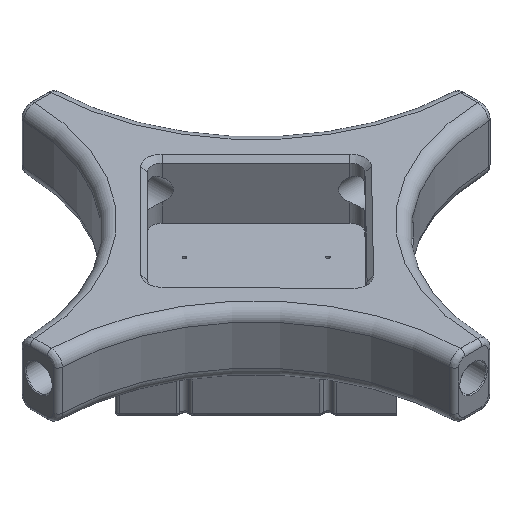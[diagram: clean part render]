
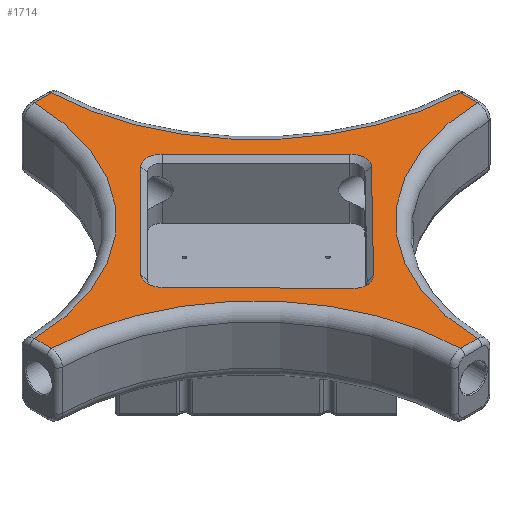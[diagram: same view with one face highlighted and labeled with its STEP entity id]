
A CAD part, isometric view. The second image highlights one B-rep face of the part: STEP entity #1714.
In plain terms, the highlighted planar face has unit normal (0, 0, 1).
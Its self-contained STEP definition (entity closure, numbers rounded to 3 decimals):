
#491 = EDGE_CURVE('',#492,#494,#496,.T.);
#492 = VERTEX_POINT('',#493);
#493 = CARTESIAN_POINT('',(138.8,-5.536,40.));
#494 = VERTEX_POINT('',#495);
#495 = CARTESIAN_POINT('',(5.536,-138.8,40.));
#496 = CIRCLE('',#497,136.425);
#497 = AXIS2_PLACEMENT_3D('',#498,#499,#500);
#498 = CARTESIAN_POINT('',(141.925,-141.925,40.));
#499 = DIRECTION('',(0.,0.,1.));
#500 = DIRECTION('',(-0.001,1.,0.));
#1714 = ADVANCED_FACE('',(#1715,#1775),#1845,.T.);
#1715 = FACE_BOUND('',#1716,.T.);
#1716 = EDGE_LOOP('',(#1717,#1728,#1734,#1735,#1743,#1752,#1760,#1769));
#1717 = ORIENTED_EDGE('',*,*,#1718,.F.);
#1718 = EDGE_CURVE('',#1719,#1721,#1723,.T.);
#1719 = VERTEX_POINT('',#1720);
#1720 = CARTESIAN_POINT('',(-5.525,-138.8,40.));
#1721 = VERTEX_POINT('',#1722);
#1722 = CARTESIAN_POINT('',(-138.8,-5.525,40.));
#1723 = CIRCLE('',#1724,135.943);
#1724 = AXIS2_PLACEMENT_3D('',#1725,#1726,#1727);
#1725 = CARTESIAN_POINT('',(-141.442,-141.442,40.));
#1726 = DIRECTION('',(-0.,0.,1.));
#1727 = DIRECTION('',(1.,-0.003,0.));
#1728 = ORIENTED_EDGE('',*,*,#1729,.F.);
#1729 = EDGE_CURVE('',#494,#1719,#1730,.T.);
#1730 = LINE('',#1731,#1732);
#1731 = CARTESIAN_POINT('',(5.5,-138.8,40.));
#1732 = VECTOR('',#1733,1.);
#1733 = DIRECTION('',(-1.,0.,0.));
#1734 = ORIENTED_EDGE('',*,*,#491,.F.);
#1735 = ORIENTED_EDGE('',*,*,#1736,.T.);
#1736 = EDGE_CURVE('',#492,#1737,#1739,.T.);
#1737 = VERTEX_POINT('',#1738);
#1738 = CARTESIAN_POINT('',(138.8,5.556,40.));
#1739 = LINE('',#1740,#1741);
#1740 = CARTESIAN_POINT('',(138.8,-5.5,40.));
#1741 = VECTOR('',#1742,1.);
#1742 = DIRECTION('',(0.,1.,0.));
#1743 = ORIENTED_EDGE('',*,*,#1744,.F.);
#1744 = EDGE_CURVE('',#1745,#1737,#1747,.T.);
#1745 = VERTEX_POINT('',#1746);
#1746 = CARTESIAN_POINT('',(5.556,138.8,40.));
#1747 = CIRCLE('',#1748,137.36);
#1748 = AXIS2_PLACEMENT_3D('',#1749,#1750,#1751);
#1749 = CARTESIAN_POINT('',(142.855,142.855,40.));
#1750 = DIRECTION('',(0.,0.,1.));
#1751 = DIRECTION('',(-1.,-0.008,0.));
#1752 = ORIENTED_EDGE('',*,*,#1753,.F.);
#1753 = EDGE_CURVE('',#1754,#1745,#1756,.T.);
#1754 = VERTEX_POINT('',#1755);
#1755 = CARTESIAN_POINT('',(-5.536,138.8,40.));
#1756 = LINE('',#1757,#1758);
#1757 = CARTESIAN_POINT('',(-5.5,138.8,40.));
#1758 = VECTOR('',#1759,1.);
#1759 = DIRECTION('',(1.,0.,0.));
#1760 = ORIENTED_EDGE('',*,*,#1761,.F.);
#1761 = EDGE_CURVE('',#1762,#1754,#1764,.T.);
#1762 = VERTEX_POINT('',#1763);
#1763 = CARTESIAN_POINT('',(-138.8,5.536,40.));
#1764 = CIRCLE('',#1765,136.429);
#1765 = AXIS2_PLACEMENT_3D('',#1766,#1767,#1768);
#1766 = CARTESIAN_POINT('',(-141.929,141.929,40.));
#1767 = DIRECTION('',(-0.,0.,1.));
#1768 = DIRECTION('',(0.001,-1.,0.));
#1769 = ORIENTED_EDGE('',*,*,#1770,.T.);
#1770 = EDGE_CURVE('',#1762,#1721,#1771,.T.);
#1771 = LINE('',#1772,#1773);
#1772 = CARTESIAN_POINT('',(-138.8,5.5,40.));
#1773 = VECTOR('',#1774,1.);
#1774 = DIRECTION('',(-0.,-1.,-0.));
#1775 = FACE_BOUND('',#1776,.T.);
#1776 = EDGE_LOOP('',(#1777,#1787,#1796,#1804,#1813,#1821,#1830,#1838));
#1777 = ORIENTED_EDGE('',*,*,#1778,.T.);
#1778 = EDGE_CURVE('',#1779,#1781,#1783,.T.);
#1779 = VERTEX_POINT('',#1780);
#1780 = CARTESIAN_POINT('',(7.071,68.072,40.));
#1781 = VERTEX_POINT('',#1782);
#1782 = CARTESIAN_POINT('',(68.128,7.015,40.));
#1783 = LINE('',#1784,#1785);
#1784 = CARTESIAN_POINT('',(7.071,68.072,40.));
#1785 = VECTOR('',#1786,1.);
#1786 = DIRECTION('',(0.707,-0.707,0.));
#1787 = ORIENTED_EDGE('',*,*,#1788,.T.);
#1788 = EDGE_CURVE('',#1781,#1789,#1791,.T.);
#1789 = VERTEX_POINT('',#1790);
#1790 = CARTESIAN_POINT('',(68.207,-7.046,40.));
#1791 = CIRCLE('',#1792,10.);
#1792 = AXIS2_PLACEMENT_3D('',#1793,#1794,#1795);
#1793 = CARTESIAN_POINT('',(61.056,-0.056,40.));
#1794 = DIRECTION('',(0.,0.,-1.));
#1795 = DIRECTION('',(0.707,0.707,0.));
#1796 = ORIENTED_EDGE('',*,*,#1797,.T.);
#1797 = EDGE_CURVE('',#1789,#1798,#1800,.T.);
#1798 = VERTEX_POINT('',#1799);
#1799 = CARTESIAN_POINT('',(7.151,-69.507,40.));
#1800 = LINE('',#1801,#1802);
#1801 = CARTESIAN_POINT('',(68.207,-7.046,40.));
#1802 = VECTOR('',#1803,1.);
#1803 = DIRECTION('',(-0.699,-0.715,0.));
#1804 = ORIENTED_EDGE('',*,*,#1805,.T.);
#1805 = EDGE_CURVE('',#1798,#1806,#1808,.T.);
#1806 = VERTEX_POINT('',#1807);
#1807 = CARTESIAN_POINT('',(-7.151,-69.507,40.));
#1808 = CIRCLE('',#1809,10.);
#1809 = AXIS2_PLACEMENT_3D('',#1810,#1811,#1812);
#1810 = CARTESIAN_POINT('',(0.,-62.517,40.));
#1811 = DIRECTION('',(0.,-0.,-1.));
#1812 = DIRECTION('',(0.715,-0.699,0.));
#1813 = ORIENTED_EDGE('',*,*,#1814,.T.);
#1814 = EDGE_CURVE('',#1806,#1815,#1817,.T.);
#1815 = VERTEX_POINT('',#1816);
#1816 = CARTESIAN_POINT('',(-68.207,-7.046,40.));
#1817 = LINE('',#1818,#1819);
#1818 = CARTESIAN_POINT('',(-7.151,-69.507,40.));
#1819 = VECTOR('',#1820,1.);
#1820 = DIRECTION('',(-0.699,0.715,0.));
#1821 = ORIENTED_EDGE('',*,*,#1822,.T.);
#1822 = EDGE_CURVE('',#1815,#1823,#1825,.T.);
#1823 = VERTEX_POINT('',#1824);
#1824 = CARTESIAN_POINT('',(-68.128,7.015,40.));
#1825 = CIRCLE('',#1826,10.);
#1826 = AXIS2_PLACEMENT_3D('',#1827,#1828,#1829);
#1827 = CARTESIAN_POINT('',(-61.056,-0.056,40.));
#1828 = DIRECTION('',(-0.,0.,-1.));
#1829 = DIRECTION('',(-0.715,-0.699,0.));
#1830 = ORIENTED_EDGE('',*,*,#1831,.T.);
#1831 = EDGE_CURVE('',#1823,#1832,#1834,.T.);
#1832 = VERTEX_POINT('',#1833);
#1833 = CARTESIAN_POINT('',(-7.071,68.072,40.));
#1834 = LINE('',#1835,#1836);
#1835 = CARTESIAN_POINT('',(-68.128,7.015,40.));
#1836 = VECTOR('',#1837,1.);
#1837 = DIRECTION('',(0.707,0.707,0.));
#1838 = ORIENTED_EDGE('',*,*,#1839,.T.);
#1839 = EDGE_CURVE('',#1832,#1779,#1840,.T.);
#1840 = CIRCLE('',#1841,10.);
#1841 = AXIS2_PLACEMENT_3D('',#1842,#1843,#1844);
#1842 = CARTESIAN_POINT('',(0.,61.001,40.));
#1843 = DIRECTION('',(0.,0.,-1.));
#1844 = DIRECTION('',(-0.707,0.707,0.));
#1845 = PLANE('',#1846);
#1846 = AXIS2_PLACEMENT_3D('',#1847,#1848,#1849);
#1847 = CARTESIAN_POINT('',(0.017,0.017,40.));
#1848 = DIRECTION('',(0.,0.,1.));
#1849 = DIRECTION('',(1.,0.,0.));
